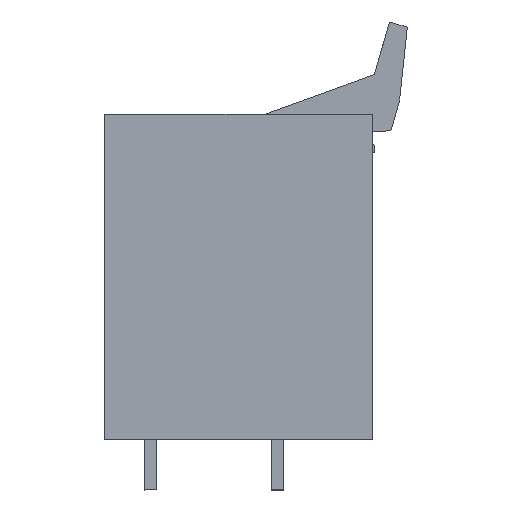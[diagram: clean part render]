
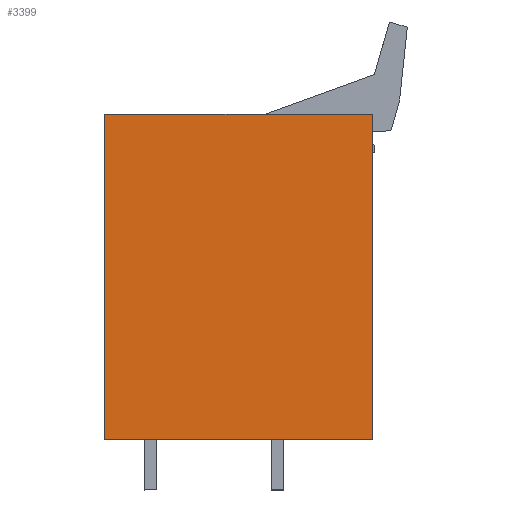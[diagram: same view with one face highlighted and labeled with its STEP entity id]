
A CAD part, left-side view. The second image highlights one B-rep face of the part: STEP entity #3399.
In plain terms, the highlighted planar face has unit normal (-1, 0, 0).
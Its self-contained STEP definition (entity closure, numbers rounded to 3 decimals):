
#3379=AXIS2_PLACEMENT_3D('Plane Axis2P3D',#3376,#3377,#3378) ;
#593=CARTESIAN_POINT('Vertex',(0.,3.452,5.)) ;
#596=CARTESIAN_POINT('Line Origine',(0.,16.677,5.)) ;
#600=CARTESIAN_POINT('Vertex',(0.,29.902,5.)) ;
#1414=CARTESIAN_POINT('Vertex',(0.,3.452,37.13)) ;
#1417=CARTESIAN_POINT('Line Origine',(0.,3.452,21.065)) ;
#3376=CARTESIAN_POINT('Axis2P3D Location',(0.,29.902,0.)) ;
#3381=CARTESIAN_POINT('Line Origine',(0.,16.677,37.13)) ;
#3385=CARTESIAN_POINT('Vertex',(0.,29.902,37.13)) ;
#3388=CARTESIAN_POINT('Line Origine',(0.,29.902,21.065)) ;
#597=DIRECTION('Vector Direction',(0.,-1.,0.)) ;
#1418=DIRECTION('Vector Direction',(0.,0.,1.)) ;
#3377=DIRECTION('Axis2P3D Direction',(-1.,0.,0.)) ;
#3378=DIRECTION('Axis2P3D XDirection',(0.,-1.,0.)) ;
#3382=DIRECTION('Vector Direction',(0.,-1.,0.)) ;
#3389=DIRECTION('Vector Direction',(0.,0.,1.)) ;
#598=VECTOR('Line Direction',#597,1.) ;
#1419=VECTOR('Line Direction',#1418,1.) ;
#3383=VECTOR('Line Direction',#3382,1.) ;
#3390=VECTOR('Line Direction',#3389,1.) ;
#3394=ORIENTED_EDGE('',*,*,#1421,.F.) ;
#3395=ORIENTED_EDGE('',*,*,#3387,.F.) ;
#3396=ORIENTED_EDGE('',*,*,#3392,.F.) ;
#3397=ORIENTED_EDGE('',*,*,#602,.F.) ;
#3399=ADVANCED_FACE('HOUSING',(#3398),#3380,.T.) ;
#602=EDGE_CURVE('',#594,#601,#599,.F.) ;
#1421=EDGE_CURVE('',#1415,#594,#1420,.F.) ;
#3387=EDGE_CURVE('',#3386,#1415,#3384,.T.) ;
#3392=EDGE_CURVE('',#601,#3386,#3391,.T.) ;
#3393=EDGE_LOOP('',(#3394,#3395,#3396,#3397)) ;
#3398=FACE_OUTER_BOUND('',#3393,.T.) ;
#599=LINE('Line',#596,#598) ;
#1420=LINE('Line',#1417,#1419) ;
#3384=LINE('Line',#3381,#3383) ;
#3391=LINE('Line',#3388,#3390) ;
#3380=PLANE('',#3379) ;
#594=VERTEX_POINT('',#593) ;
#601=VERTEX_POINT('',#600) ;
#1415=VERTEX_POINT('',#1414) ;
#3386=VERTEX_POINT('',#3385) ;
